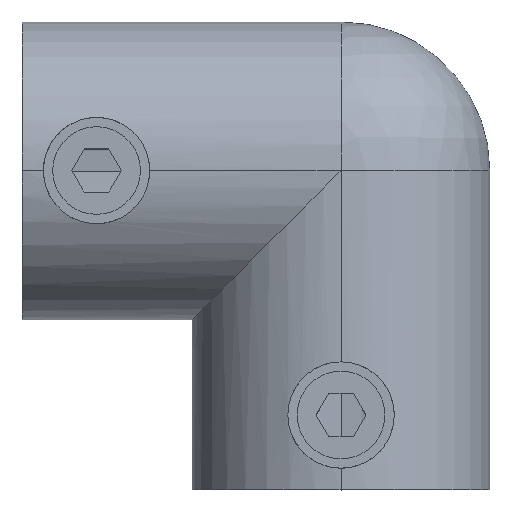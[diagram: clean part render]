
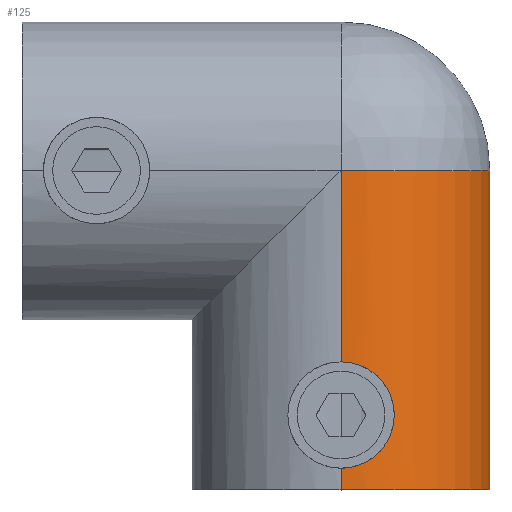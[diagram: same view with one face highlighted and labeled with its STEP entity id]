
A CAD part, top view. The second image highlights one B-rep face of the part: STEP entity #125.
In plain terms, the highlighted cylindrical face has radius 28 mm (diameter 56 mm), a partial arc.
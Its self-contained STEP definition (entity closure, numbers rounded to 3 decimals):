
#44 = AXIS2_PLACEMENT_3D ( 'NONE', #1484, #1479, #1547 ) ;
#64 = VECTOR ( 'NONE', #1457, 1000. ) ;
#72 = EDGE_CURVE ( 'NONE', #996, #1580, #807, .T. ) ;
#108 = EDGE_CURVE ( 'NONE', #1358, #996, #201, .T. ) ;
#125 = ADVANCED_FACE ( 'NONE', ( #280 ), #219, .T. ) ;
#143 = ORIENTED_EDGE ( 'NONE', *, *, #108, .T. ) ;
#157 = DIRECTION ( 'NONE',  ( 0., -1., 0. ) ) ;
#173 = CARTESIAN_POINT ( 'NONE',  ( 0., 139.196, 28. ) ) ;
#201 = B_SPLINE_CURVE_WITH_KNOTS ( 'NONE', 3,
 ( #1644, #1702, #1541, #1539, #1538, #1537, #1534, #1531, #1530, #1527, #1522, #1521, #1515, #1513, #1511, #1509, #1507, #1506, #1503, #1500, #1498, #1497, #1495, #1494, #1491, #1490 ),
 .UNSPECIFIED., .F., .F.,
 ( 4, 2, 2, 2, 2, 2, 2, 2, 2, 2, 2, 2, 4 ),
 ( 0.016, 0.017, 0.018, 0.02, 0.022, 0.023, 0.024, 0.026, 0.027, 0.028, 0.03, 0.031, 0.032 ),
 .UNSPECIFIED. ) ;
#212 = EDGE_CURVE ( 'NONE', #299, #988, #492, .T. ) ;
#219 = CYLINDRICAL_SURFACE ( 'NONE', #44, 28. ) ;
#280 = FACE_OUTER_BOUND ( 'NONE', #1855, .T. ) ;
#299 = VERTEX_POINT ( 'NONE', #1383 ) ;
#314 = DIRECTION ( 'NONE',  ( 1., 0., 0. ) ) ;
#316 = DIRECTION ( 'NONE',  ( 0., -1., 0. ) ) ;
#318 = CARTESIAN_POINT ( 'NONE',  ( 0., 60., 0. ) ) ;
#337 = DIRECTION ( 'NONE',  ( 0., 0., 1. ) ) ;
#341 = DIRECTION ( 'NONE',  ( 0., -1., 0. ) ) ;
#342 = CARTESIAN_POINT ( 'NONE',  ( 0., 0., 0. ) ) ;
#354 = ORIENTED_EDGE ( 'NONE', *, *, #1903, .T. ) ;
#372 = CARTESIAN_POINT ( 'NONE',  ( 0., 4., 28. ) ) ;
#395 = CARTESIAN_POINT ( 'NONE',  ( 0., 0., 28. ) ) ;
#400 = CARTESIAN_POINT ( 'NONE',  ( 0., 139.196, 28. ) ) ;
#401 = DIRECTION ( 'NONE',  ( 0., -1., 0. ) ) ;
#492 = LINE ( 'NONE', #1432, #64 ) ;
#556 = ORIENTED_EDGE ( 'NONE', *, *, #212, .T. ) ;
#587 = CARTESIAN_POINT ( 'NONE',  ( 0., 24., 28. ) ) ;
#728 = CARTESIAN_POINT ( 'NONE',  ( 0., 60., 28. ) ) ;
#771 = ORIENTED_EDGE ( 'NONE', *, *, #1677, .T. ) ;
#807 = B_SPLINE_CURVE_WITH_KNOTS ( 'NONE', 3,
 ( #1695, #1696, #1699, #1694, #1692, #1687, #1686, #1680, #1678, #1675, #1674, #1673, #1672, #1671, #1669, #1668, #1667, #1666, #1664, #1663, #1661, #1658, #1656, #1653, #1652, #1651, #1650, #1649 ),
 .UNSPECIFIED., .F., .F.,
 ( 4, 2, 2, 2, 2, 2, 2, 2, 2, 2, 2, 2, 2, 4 ),
 ( 0.032, 0.033, 0.033, 0.035, 0.036, 0.037, 0.039, 0.04, 0.041, 0.042, 0.043, 0.045, 0.046, 0.047 ),
 .UNSPECIFIED. ) ;
#882 = CARTESIAN_POINT ( 'NONE',  ( 10., 14., 26.153 ) ) ;
#887 = CARTESIAN_POINT ( 'NONE',  ( 28., 60., 0. ) ) ;
#907 = ORIENTED_EDGE ( 'NONE', *, *, #1526, .T. ) ;
#988 = VERTEX_POINT ( 'NONE', #887 ) ;
#996 = VERTEX_POINT ( 'NONE', #882 ) ;
#1006 = LINE ( 'NONE', #173, #1118 ) ;
#1014 = AXIS2_PLACEMENT_3D ( 'NONE', #318, #316, #314 ) ;
#1092 = VERTEX_POINT ( 'NONE', #728 ) ;
#1118 = VECTOR ( 'NONE', #157, 1000. ) ;
#1158 = ORIENTED_EDGE ( 'NONE', *, *, #72, .T. ) ;
#1358 = VERTEX_POINT ( 'NONE', #587 ) ;
#1383 = CARTESIAN_POINT ( 'NONE',  ( 28., 0., 0. ) ) ;
#1432 = CARTESIAN_POINT ( 'NONE',  ( 28., 139.196, 0. ) ) ;
#1457 = DIRECTION ( 'NONE',  ( 0., 1., 0. ) ) ;
#1479 = DIRECTION ( 'NONE',  ( 0., -1., 0. ) ) ;
#1484 = CARTESIAN_POINT ( 'NONE',  ( 0., 139.196, 0. ) ) ;
#1486 = CIRCLE ( 'NONE', #1014, 28. ) ;
#1490 = CARTESIAN_POINT ( 'NONE',  ( 10., 14., 26.153 ) ) ;
#1491 = CARTESIAN_POINT ( 'NONE',  ( 10., 14.328, 26.153 ) ) ;
#1494 = CARTESIAN_POINT ( 'NONE',  ( 9.984, 14.656, 26.16 ) ) ;
#1495 = CARTESIAN_POINT ( 'NONE',  ( 9.919, 15.313, 26.184 ) ) ;
#1497 = CARTESIAN_POINT ( 'NONE',  ( 9.87, 15.643, 26.203 ) ) ;
#1498 = CARTESIAN_POINT ( 'NONE',  ( 9.675, 16.615, 26.276 ) ) ;
#1500 = CARTESIAN_POINT ( 'NONE',  ( 9.483, 17.239, 26.346 ) ) ;
#1503 = CARTESIAN_POINT ( 'NONE',  ( 9.108, 18.141, 26.477 ) ) ;
#1506 = CARTESIAN_POINT ( 'NONE',  ( 8.969, 18.435, 26.525 ) ) ;
#1507 = CARTESIAN_POINT ( 'NONE',  ( 8.659, 19.014, 26.628 ) ) ;
#1509 = CARTESIAN_POINT ( 'NONE',  ( 8.489, 19.295, 26.683 ) ) ;
#1511 = CARTESIAN_POINT ( 'NONE',  ( 7.947, 20.105, 26.851 ) ) ;
#1513 = CARTESIAN_POINT ( 'NONE',  ( 7.537, 20.604, 26.971 ) ) ;
#1515 = CARTESIAN_POINT ( 'NONE',  ( 6.849, 21.294, 27.151 ) ) ;
#1521 = CARTESIAN_POINT ( 'NONE',  ( 6.606, 21.515, 27.211 ) ) ;
#1522 = CARTESIAN_POINT ( 'NONE',  ( 6.102, 21.929, 27.328 ) ) ;
#1526 = EDGE_CURVE ( 'NONE', #1580, #1553, #1777, .T. ) ;
#1527 = CARTESIAN_POINT ( 'NONE',  ( 5.841, 22.123, 27.385 ) ) ;
#1530 = CARTESIAN_POINT ( 'NONE',  ( 5.033, 22.665, 27.549 ) ) ;
#1531 = CARTESIAN_POINT ( 'NONE',  ( 4.458, 22.975, 27.65 ) ) ;
#1534 = CARTESIAN_POINT ( 'NONE',  ( 3.24, 23.483, 27.819 ) ) ;
#1537 = CARTESIAN_POINT ( 'NONE',  ( 2.614, 23.675, 27.885 ) ) ;
#1538 = CARTESIAN_POINT ( 'NONE',  ( 1.649, 23.869, 27.953 ) ) ;
#1539 = CARTESIAN_POINT ( 'NONE',  ( 1.323, 23.918, 27.971 ) ) ;
#1541 = CARTESIAN_POINT ( 'NONE',  ( 0.661, 23.984, 27.994 ) ) ;
#1547 = DIRECTION ( 'NONE',  ( 0., 0., -1. ) ) ;
#1553 = VERTEX_POINT ( 'NONE', #395 ) ;
#1568 = CIRCLE ( 'NONE', #1726, 28. ) ;
#1580 = VERTEX_POINT ( 'NONE', #372 ) ;
#1616 = EDGE_CURVE ( 'NONE', #299, #1553, #1568, .T. ) ;
#1644 = CARTESIAN_POINT ( 'NONE',  ( 0., 24., 28. ) ) ;
#1649 = CARTESIAN_POINT ( 'NONE',  ( 0., 4., 28. ) ) ;
#1650 = CARTESIAN_POINT ( 'NONE',  ( 0.329, 4., 28. ) ) ;
#1651 = CARTESIAN_POINT ( 'NONE',  ( 0.661, 4.016, 27.994 ) ) ;
#1652 = CARTESIAN_POINT ( 'NONE',  ( 1.323, 4.082, 27.971 ) ) ;
#1653 = CARTESIAN_POINT ( 'NONE',  ( 1.649, 4.131, 27.953 ) ) ;
#1656 = CARTESIAN_POINT ( 'NONE',  ( 2.613, 4.325, 27.885 ) ) ;
#1658 = CARTESIAN_POINT ( 'NONE',  ( 3.237, 4.516, 27.819 ) ) ;
#1661 = CARTESIAN_POINT ( 'NONE',  ( 4.147, 4.895, 27.693 ) ) ;
#1663 = CARTESIAN_POINT ( 'NONE',  ( 4.446, 5.037, 27.646 ) ) ;
#1664 = CARTESIAN_POINT ( 'NONE',  ( 5.021, 5.346, 27.548 ) ) ;
#1666 = CARTESIAN_POINT ( 'NONE',  ( 5.299, 5.513, 27.495 ) ) ;
#1667 = CARTESIAN_POINT ( 'NONE',  ( 5.837, 5.874, 27.386 ) ) ;
#1668 = CARTESIAN_POINT ( 'NONE',  ( 6.097, 6.067, 27.329 ) ) ;
#1669 = CARTESIAN_POINT ( 'NONE',  ( 6.598, 6.479, 27.213 ) ) ;
#1671 = CARTESIAN_POINT ( 'NONE',  ( 6.84, 6.698, 27.153 ) ) ;
#1672 = CARTESIAN_POINT ( 'NONE',  ( 7.533, 7.391, 26.972 ) ) ;
#1673 = CARTESIAN_POINT ( 'NONE',  ( 7.944, 7.892, 26.852 ) ) ;
#1674 = CARTESIAN_POINT ( 'NONE',  ( 8.486, 8.7, 26.684 ) ) ;
#1675 = CARTESIAN_POINT ( 'NONE',  ( 8.654, 8.979, 26.63 ) ) ;
#1677 = EDGE_CURVE ( 'NONE', #988, #1092, #1486, .T. ) ;
#1678 = CARTESIAN_POINT ( 'NONE',  ( 8.965, 9.557, 26.527 ) ) ;
#1680 = CARTESIAN_POINT ( 'NONE',  ( 9.106, 9.855, 26.478 ) ) ;
#1686 = CARTESIAN_POINT ( 'NONE',  ( 9.483, 10.76, 26.347 ) ) ;
#1687 = CARTESIAN_POINT ( 'NONE',  ( 9.675, 11.385, 26.276 ) ) ;
#1692 = CARTESIAN_POINT ( 'NONE',  ( 9.87, 12.357, 26.203 ) ) ;
#1694 = CARTESIAN_POINT ( 'NONE',  ( 9.919, 12.687, 26.184 ) ) ;
#1695 = CARTESIAN_POINT ( 'NONE',  ( 10., 14., 26.153 ) ) ;
#1696 = CARTESIAN_POINT ( 'NONE',  ( 10., 13.672, 26.153 ) ) ;
#1699 = CARTESIAN_POINT ( 'NONE',  ( 9.984, 13.344, 26.16 ) ) ;
#1702 = CARTESIAN_POINT ( 'NONE',  ( 0.329, 24., 28. ) ) ;
#1726 = AXIS2_PLACEMENT_3D ( 'NONE', #342, #341, #337 ) ;
#1777 = LINE ( 'NONE', #400, #1929 ) ;
#1855 = EDGE_LOOP ( 'NONE', ( #354, #143, #1158, #907, #1920, #556, #771 ) ) ;
#1903 = EDGE_CURVE ( 'NONE', #1092, #1358, #1006, .T. ) ;
#1920 = ORIENTED_EDGE ( 'NONE', *, *, #1616, .F. ) ;
#1929 = VECTOR ( 'NONE', #401, 1000. ) ;
